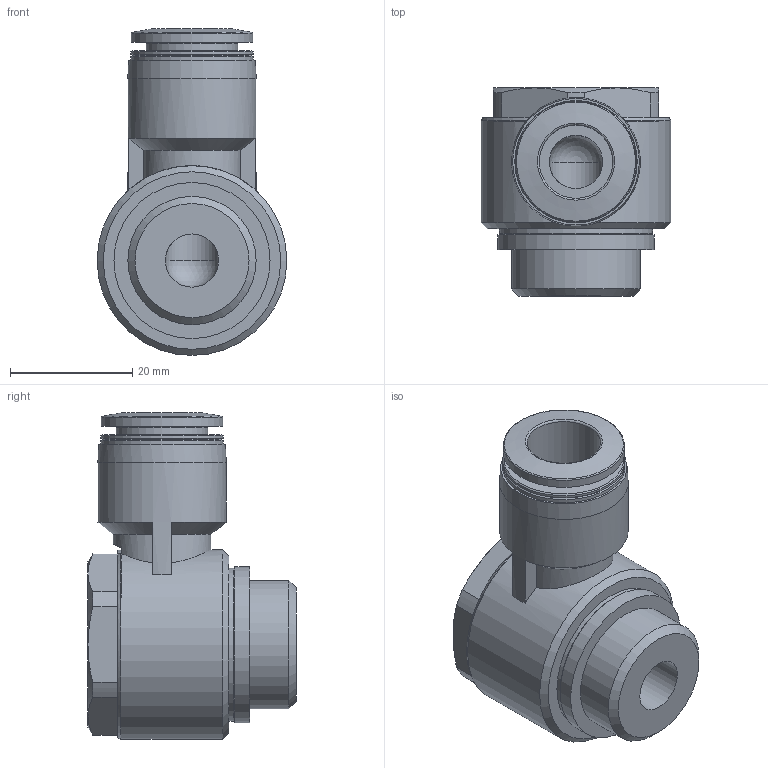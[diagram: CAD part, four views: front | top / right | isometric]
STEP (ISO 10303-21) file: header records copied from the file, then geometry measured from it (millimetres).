
FILE_DESCRIPTION(/* description */ ('STEP AP214'),/* implementation_level */ '2;1');
FILE_NAME(/* name */ '186146_QSLV-G1_2-12',/* time_stamp */ '2024-09-14T11:36:07+02:00',/* author */ ('License CC BY-ND 4.0'),/* organization */ ('CADENAS'),/* preprocessor_version */ 'ST-DEVELOPER v19.3',/* originating_system */ 'PARTsolutions',/* authorisation */ ' ');
FILE_SCHEMA (('AUTOMOTIVE_DESIGN {1 0 10303 214 3 1 1}'));
Length unit declared in the file: millimetre
Products named in the file (1): 186146 QSLV-G1/2-12
Bounding box: 31 x 34 x 53.4 mm (x, y, z)
Volume: 23153.9 mm3; surface area: 8069.5 mm2
Topology: 1 solids, 1 shells, 68 faces, 156 edges, 97 vertices
Faces by surface type: cylinder 23, plane 23, cone 17, torus 4, sphere 1
Full cylindrical faces by diameter (mm): 8.7 x2, 12 x1, 15 x1, 19.8 x1, 20 x2, 20.95 x1, 21 x1, 25 x1, 25.5 x1, 31 x1
Entity records: 2303 total; most frequent: CARTESIAN_POINT 379, DIRECTION 306, ORIENTED_EDGE 256, AXIS2_PLACEMENT_3D 135, EDGE_CURVE 128, EDGE_LOOP 101, FACE_BOUND 101, VERTEX_POINT 93
